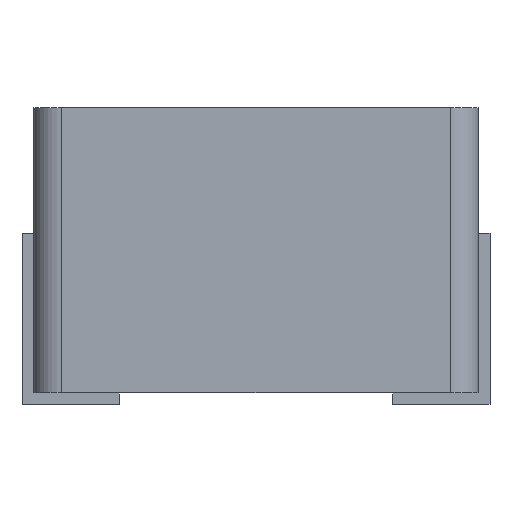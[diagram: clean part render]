
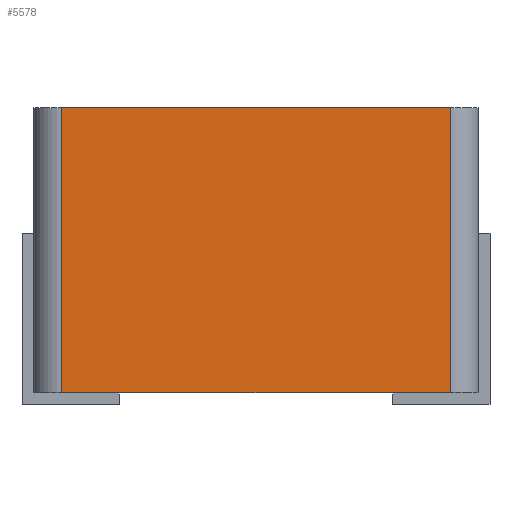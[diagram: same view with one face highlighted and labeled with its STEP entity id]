
A CAD part, front view. The second image highlights one B-rep face of the part: STEP entity #5578.
In plain terms, the highlighted planar face has unit normal (0, -1, 0).
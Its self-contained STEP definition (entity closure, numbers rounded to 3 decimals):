
#160=PLANE('',#5697);
#455=FACE_OUTER_BOUND('',#769,.T.);
#769=EDGE_LOOP('',(#5044,#5045,#5046,#5047));
#1154=LINE('',#11288,#1584);
#1198=LINE('',#11387,#1628);
#1199=LINE('',#11390,#1629);
#1200=LINE('',#11391,#1630);
#1584=VECTOR('',#6238,10.);
#1628=VECTOR('',#6328,10.);
#1629=VECTOR('',#6331,10.);
#1630=VECTOR('',#6332,10.);
#2550=VERTEX_POINT('',#11285);
#2551=VERTEX_POINT('',#11287);
#2583=VERTEX_POINT('',#11385);
#2584=VERTEX_POINT('',#11389);
#3364=EDGE_CURVE('',#2550,#2551,#1154,.T.);
#3412=EDGE_CURVE('',#2583,#2551,#1198,.T.);
#3413=EDGE_CURVE('',#2584,#2583,#1199,.T.);
#3414=EDGE_CURVE('',#2584,#2550,#1200,.T.);
#5044=ORIENTED_EDGE('',*,*,#3413,.T.);
#5045=ORIENTED_EDGE('',*,*,#3412,.T.);
#5046=ORIENTED_EDGE('',*,*,#3364,.F.);
#5047=ORIENTED_EDGE('',*,*,#3414,.F.);
#5578=ADVANCED_FACE('',(#455),#160,.T.);
#5697=AXIS2_PLACEMENT_3D('',#11388,#6329,#6330);
#6238=DIRECTION('',(1.,0.,0.));
#6328=DIRECTION('',(0.,0.,1.));
#6329=DIRECTION('center_axis',(0.,-1.,0.));
#6330=DIRECTION('ref_axis',(1.,0.,0.));
#6331=DIRECTION('',(1.,0.,0.));
#6332=DIRECTION('',(0.,0.,1.));
#11285=CARTESIAN_POINT('',(-3.331,-3.799,5.));
#11287=CARTESIAN_POINT('',(3.469,-3.799,5.));
#11288=CARTESIAN_POINT('',(-3.331,-3.799,5.));
#11385=CARTESIAN_POINT('',(3.469,-3.799,0.));
#11387=CARTESIAN_POINT('',(3.469,-3.799,0.));
#11388=CARTESIAN_POINT('Origin',(-3.331,-3.799,0.));
#11389=CARTESIAN_POINT('',(-3.331,-3.799,0.));
#11390=CARTESIAN_POINT('',(-3.331,-3.799,0.));
#11391=CARTESIAN_POINT('',(-3.331,-3.799,0.));
